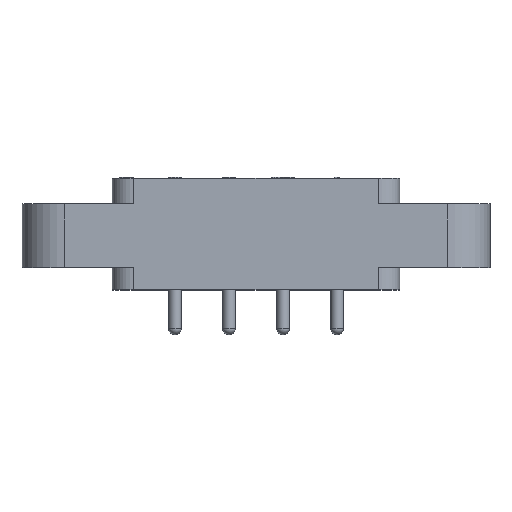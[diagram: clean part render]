
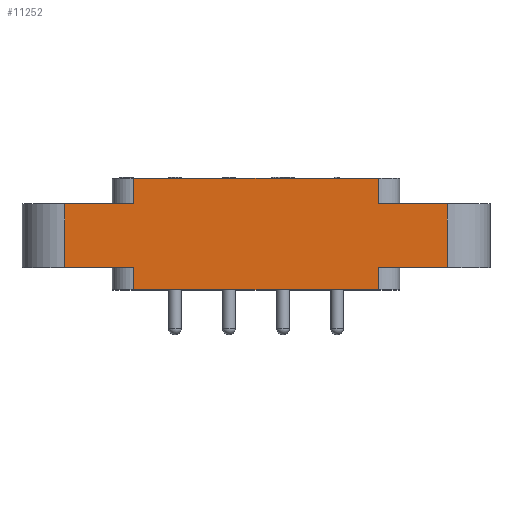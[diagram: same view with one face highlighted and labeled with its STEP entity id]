
A CAD part, top view. The second image highlights one B-rep face of the part: STEP entity #11252.
In plain terms, the highlighted planar face has unit normal (0, 0, 1).
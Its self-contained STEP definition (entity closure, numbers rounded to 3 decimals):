
#19=DIRECTION('',(-1.,0.,0.));
#20=VECTOR('',#19,6.5);
#21=CARTESIAN_POINT('',(18.,8.1,6.6));
#22=LINE('',#21,#20);
#41=DIRECTION('',(0.,1.,0.));
#42=VECTOR('',#41,2.4);
#43=CARTESIAN_POINT('',(11.5,8.1,6.6));
#44=LINE('',#43,#42);
#63=DIRECTION('',(-1.,0.,0.));
#64=VECTOR('',#63,23.);
#65=CARTESIAN_POINT('',(11.5,10.5,6.6));
#66=LINE('',#65,#64);
#881=DIRECTION('',(0.,-1.,0.));
#882=VECTOR('',#881,2.4);
#883=CARTESIAN_POINT('',(-11.5,10.5,6.6));
#884=LINE('',#883,#882);
#903=DIRECTION('',(-1.,0.,0.));
#904=VECTOR('',#903,6.5);
#905=CARTESIAN_POINT('',(-11.5,8.1,6.6));
#906=LINE('',#905,#904);
#943=DIRECTION('',(0.,-1.,0.));
#944=VECTOR('',#943,6.);
#945=CARTESIAN_POINT('',(-18.,8.1,6.6));
#946=LINE('',#945,#944);
#969=DIRECTION('',(1.,0.,0.));
#970=VECTOR('',#969,6.5);
#971=CARTESIAN_POINT('',(-18.,2.1,6.6));
#972=LINE('',#971,#970);
#987=DIRECTION('',(0.,-1.,0.));
#988=VECTOR('',#987,2.1);
#989=CARTESIAN_POINT('',(-11.5,2.1,6.6));
#990=LINE('',#989,#988);
#1009=DIRECTION('',(1.,0.,0.));
#1010=VECTOR('',#1009,23.);
#1011=CARTESIAN_POINT('',(-11.5,0.,6.6));
#1012=LINE('',#1011,#1010);
#1151=DIRECTION('',(0.,1.,0.));
#1152=VECTOR('',#1151,2.1);
#1153=CARTESIAN_POINT('',(11.5,0.,6.6));
#1154=LINE('',#1153,#1152);
#1173=DIRECTION('',(1.,0.,0.));
#1174=VECTOR('',#1173,6.5);
#1175=CARTESIAN_POINT('',(11.5,2.1,6.6));
#1176=LINE('',#1175,#1174);
#1191=DIRECTION('',(0.,1.,0.));
#1192=VECTOR('',#1191,6.);
#1193=CARTESIAN_POINT('',(18.,2.1,6.6));
#1194=LINE('',#1193,#1192);
#8811=CARTESIAN_POINT('',(18.,2.1,6.6));
#8812=CARTESIAN_POINT('',(18.,8.1,6.6));
#8813=VERTEX_POINT('',#8811);
#8814=VERTEX_POINT('',#8812);
#8827=CARTESIAN_POINT('',(-18.,8.1,6.6));
#8828=CARTESIAN_POINT('',(-18.,2.1,6.6));
#8829=VERTEX_POINT('',#8827);
#8830=VERTEX_POINT('',#8828);
#8859=CARTESIAN_POINT('',(11.5,8.1,6.6));
#8860=CARTESIAN_POINT('',(11.5,10.5,6.6));
#8861=VERTEX_POINT('',#8859);
#8862=VERTEX_POINT('',#8860);
#8867=CARTESIAN_POINT('',(11.5,0.,6.6));
#8868=CARTESIAN_POINT('',(11.5,2.1,6.6));
#8869=VERTEX_POINT('',#8867);
#8870=VERTEX_POINT('',#8868);
#8875=CARTESIAN_POINT('',(-11.5,2.1,6.6));
#8876=CARTESIAN_POINT('',(-11.5,0.,6.6));
#8877=VERTEX_POINT('',#8875);
#8878=VERTEX_POINT('',#8876);
#8883=CARTESIAN_POINT('',(-11.5,10.5,6.6));
#8884=CARTESIAN_POINT('',(-11.5,8.1,6.6));
#8885=VERTEX_POINT('',#8883);
#8886=VERTEX_POINT('',#8884);
#11222=CARTESIAN_POINT('',(0.,0.,6.6));
#11223=DIRECTION('',(0.,0.,1.));
#11224=DIRECTION('',(1.,0.,0.));
#11225=AXIS2_PLACEMENT_3D('',#11222,#11223,#11224);
#11226=PLANE('',#11225);
#11228=ORIENTED_EDGE('',*,*,#11227,.F.);
#11229=ORIENTED_EDGE('',*,*,#11199,.F.);
#11231=ORIENTED_EDGE('',*,*,#11230,.F.);
#11233=ORIENTED_EDGE('',*,*,#11232,.F.);
#11235=ORIENTED_EDGE('',*,*,#11234,.F.);
#11237=ORIENTED_EDGE('',*,*,#11236,.F.);
#11239=ORIENTED_EDGE('',*,*,#11238,.F.);
#11241=ORIENTED_EDGE('',*,*,#11240,.F.);
#11243=ORIENTED_EDGE('',*,*,#11242,.F.);
#11245=ORIENTED_EDGE('',*,*,#11244,.F.);
#11247=ORIENTED_EDGE('',*,*,#11246,.F.);
#11249=ORIENTED_EDGE('',*,*,#11248,.F.);
#11250=EDGE_LOOP('',(#11228,#11229,#11231,#11233,#11235,#11237,#11239,#11241,
#11243,#11245,#11247,#11249));
#11251=FACE_OUTER_BOUND('',#11250,.F.);
#11252=ADVANCED_FACE('',(#11251),#11226,.T.);
#11199=EDGE_CURVE('',#8814,#8861,#22,.T.);
#11227=EDGE_CURVE('',#8861,#8862,#44,.T.);
#11230=EDGE_CURVE('',#8813,#8814,#1194,.T.);
#11232=EDGE_CURVE('',#8870,#8813,#1176,.T.);
#11234=EDGE_CURVE('',#8869,#8870,#1154,.T.);
#11236=EDGE_CURVE('',#8878,#8869,#1012,.T.);
#11238=EDGE_CURVE('',#8877,#8878,#990,.T.);
#11240=EDGE_CURVE('',#8830,#8877,#972,.T.);
#11242=EDGE_CURVE('',#8829,#8830,#946,.T.);
#11244=EDGE_CURVE('',#8886,#8829,#906,.T.);
#11246=EDGE_CURVE('',#8885,#8886,#884,.T.);
#11248=EDGE_CURVE('',#8862,#8885,#66,.T.);
